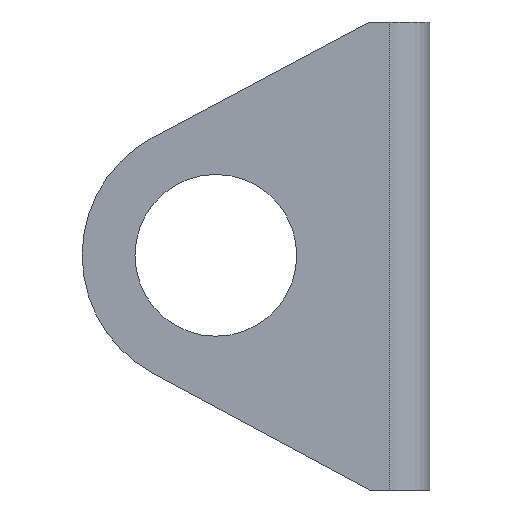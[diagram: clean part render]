
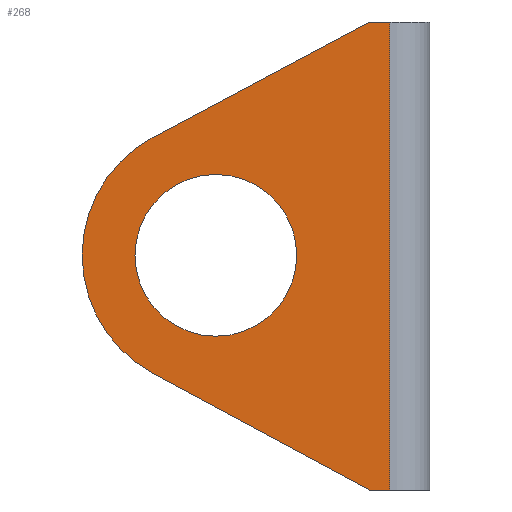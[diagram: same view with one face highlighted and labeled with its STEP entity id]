
A CAD part, left-side view. The second image highlights one B-rep face of the part: STEP entity #268.
In plain terms, the highlighted planar face has unit normal (-1, 0, 0).
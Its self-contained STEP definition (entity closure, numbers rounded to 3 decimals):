
#4 = LINE ( 'NONE', #430, #29 ) ;
#6 = VECTOR ( 'NONE', #582, 1000. ) ;
#9 = VECTOR ( 'NONE', #608, 1000. ) ;
#11 = CIRCLE ( 'NONE', #324, 10. ) ;
#12 = VECTOR ( 'NONE', #530, 1000. ) ;
#15 = LINE ( 'NONE', #532, #12 ) ;
#17 = LINE ( 'NONE', #580, #9 ) ;
#22 = LINE ( 'NONE', #606, #6 ) ;
#29 = VECTOR ( 'NONE', #585, 1000. ) ;
#51 = CIRCLE ( 'NONE', #368, 10. ) ;
#55 = LINE ( 'NONE', #584, #60 ) ;
#60 = VECTOR ( 'NONE', #534, 1000. ) ;
#68 = CIRCLE ( 'NONE', #361, 6.05 ) ;
#74 = ORIENTED_EDGE ( 'NONE', *, *, #364, .F. ) ;
#75 = ORIENTED_EDGE ( 'NONE', *, *, #345, .T. ) ;
#79 = ORIENTED_EDGE ( 'NONE', *, *, #321, .F. ) ;
#80 = ORIENTED_EDGE ( 'NONE', *, *, #350, .T. ) ;
#90 = FACE_BOUND ( 'NONE', #136, .T. ) ;
#91 = FACE_OUTER_BOUND ( 'NONE', #119, .T. ) ;
#111 = ORIENTED_EDGE ( 'NONE', *, *, #337, .F. ) ;
#119 = EDGE_LOOP ( 'NONE', ( #79, #74, #260, #111, #172, #75, #250, #126 ) ) ;
#126 = ORIENTED_EDGE ( 'NONE', *, *, #385, .T. ) ;
#136 = EDGE_LOOP ( 'NONE', ( #80, #210 ) ) ;
#138 = LINE ( 'NONE', #667, #139 ) ;
#139 = VECTOR ( 'NONE', #640, 1000. ) ;
#148 = CIRCLE ( 'NONE', #347, 6.05 ) ;
#172 = ORIENTED_EDGE ( 'NONE', *, *, #290, .F. ) ;
#210 = ORIENTED_EDGE ( 'NONE', *, *, #291, .T. ) ;
#250 = ORIENTED_EDGE ( 'NONE', *, *, #319, .F. ) ;
#260 = ORIENTED_EDGE ( 'NONE', *, *, #362, .T. ) ;
#268 = ADVANCED_FACE ( 'NONE', ( #90, #91 ), #598, .F. ) ;
#290 = EDGE_CURVE ( 'NONE', #399, #409, #138, .T. ) ;
#291 = EDGE_CURVE ( 'NONE', #413, #427, #148, .T. ) ;
#295 = AXIS2_PLACEMENT_3D ( 'NONE', #617, #597, #596 ) ;
#319 = EDGE_CURVE ( 'NONE', #416, #410, #11, .T. ) ;
#321 = EDGE_CURVE ( 'NONE', #403, #391, #51, .T. ) ;
#324 = AXIS2_PLACEMENT_3D ( 'NONE', #508, #609, #401 ) ;
#337 = EDGE_CURVE ( 'NONE', #409, #400, #15, .T. ) ;
#345 = EDGE_CURVE ( 'NONE', #399, #410, #55, .T. ) ;
#347 = AXIS2_PLACEMENT_3D ( 'NONE', #474, #487, #489 ) ;
#350 = EDGE_CURVE ( 'NONE', #427, #413, #68, .T. ) ;
#361 = AXIS2_PLACEMENT_3D ( 'NONE', #558, #555, #490 ) ;
#362 = EDGE_CURVE ( 'NONE', #405, #400, #4, .T. ) ;
#364 = EDGE_CURVE ( 'NONE', #405, #403, #17, .T. ) ;
#368 = AXIS2_PLACEMENT_3D ( 'NONE', #511, #513, #494 ) ;
#385 = EDGE_CURVE ( 'NONE', #416, #391, #22, .T. ) ;
#391 = VERTEX_POINT ( 'NONE', #581 ) ;
#399 = VERTEX_POINT ( 'NONE', #638 ) ;
#400 = VERTEX_POINT ( 'NONE', #649 ) ;
#401 = DIRECTION ( 'NONE',  ( 0., 0., -1. ) ) ;
#403 = VERTEX_POINT ( 'NONE', #631 ) ;
#405 = VERTEX_POINT ( 'NONE', #610 ) ;
#409 = VERTEX_POINT ( 'NONE', #643 ) ;
#410 = VERTEX_POINT ( 'NONE', #573 ) ;
#413 = VERTEX_POINT ( 'NONE', #456 ) ;
#416 = VERTEX_POINT ( 'NONE', #537 ) ;
#427 = VERTEX_POINT ( 'NONE', #483 ) ;
#430 = CARTESIAN_POINT ( 'NONE',  ( 0., 3., 0. ) ) ;
#456 = CARTESIAN_POINT ( 'NONE',  ( 0., 16., 23.598 ) ) ;
#474 = CARTESIAN_POINT ( 'NONE',  ( 0., 16., 17.548 ) ) ;
#483 = CARTESIAN_POINT ( 'NONE',  ( 0., 16., 11.498 ) ) ;
#487 = DIRECTION ( 'NONE',  ( 1., 0., 0. ) ) ;
#489 = DIRECTION ( 'NONE',  ( 0., 0., -1. ) ) ;
#490 = DIRECTION ( 'NONE',  ( 0., 0., -1. ) ) ;
#494 = DIRECTION ( 'NONE',  ( 0., 0., -1. ) ) ;
#508 = CARTESIAN_POINT ( 'NONE',  ( 0., 16., 17.548 ) ) ;
#511 = CARTESIAN_POINT ( 'NONE',  ( 0., 16., 17.548 ) ) ;
#513 = DIRECTION ( 'NONE',  ( 1., 0., 0. ) ) ;
#530 = DIRECTION ( 'NONE',  ( 0., 0., -1. ) ) ;
#532 = CARTESIAN_POINT ( 'NONE',  ( 0., 3., 35. ) ) ;
#534 = DIRECTION ( 'NONE',  ( 0., 0.883, -0.47 ) ) ;
#537 = CARTESIAN_POINT ( 'NONE',  ( 0., 26., 17.572 ) ) ;
#555 = DIRECTION ( 'NONE',  ( 1., 0., 0. ) ) ;
#558 = CARTESIAN_POINT ( 'NONE',  ( 0., 16., 17.548 ) ) ;
#573 = CARTESIAN_POINT ( 'NONE',  ( 0., 20.7, 26.374 ) ) ;
#580 = CARTESIAN_POINT ( 'NONE',  ( 0., 17.945, 7.238 ) ) ;
#581 = CARTESIAN_POINT ( 'NONE',  ( 0., 26., 17.523 ) ) ;
#582 = DIRECTION ( 'NONE',  ( 0., 0., -1. ) ) ;
#584 = CARTESIAN_POINT ( 'NONE',  ( 0., 3.331, 35.622 ) ) ;
#585 = DIRECTION ( 'NONE',  ( 0., -1., 0. ) ) ;
#596 = DIRECTION ( 'NONE',  ( 0., 0., -1. ) ) ;
#597 = DIRECTION ( 'NONE',  ( 1., 0., 0. ) ) ;
#598 = PLANE ( 'NONE',  #295 ) ;
#606 = CARTESIAN_POINT ( 'NONE',  ( 0., 26., 35. ) ) ;
#608 = DIRECTION ( 'NONE',  ( 0., 0.881, 0.474 ) ) ;
#609 = DIRECTION ( 'NONE',  ( 1., 0., 0. ) ) ;
#610 = CARTESIAN_POINT ( 'NONE',  ( 0., 4.5, 0. ) ) ;
#617 = CARTESIAN_POINT ( 'NONE',  ( 0., 3., 35. ) ) ;
#631 = CARTESIAN_POINT ( 'NONE',  ( 0., 20.74, 8.742 ) ) ;
#638 = CARTESIAN_POINT ( 'NONE',  ( 0., 4.5, 35. ) ) ;
#640 = DIRECTION ( 'NONE',  ( 0., -1., 0. ) ) ;
#643 = CARTESIAN_POINT ( 'NONE',  ( 0., 3., 35. ) ) ;
#649 = CARTESIAN_POINT ( 'NONE',  ( 0., 3., 0. ) ) ;
#667 = CARTESIAN_POINT ( 'NONE',  ( 0., 3., 35. ) ) ;
